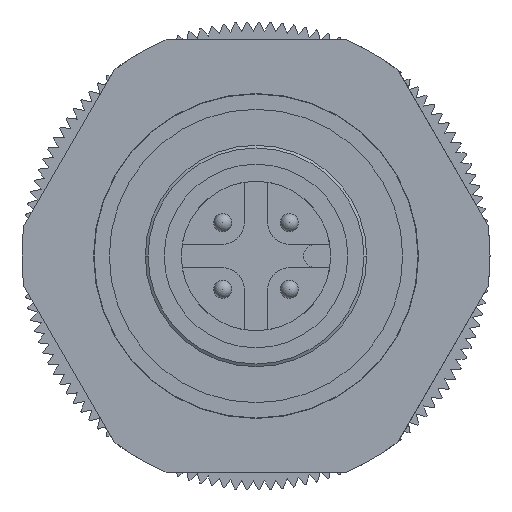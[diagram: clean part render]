
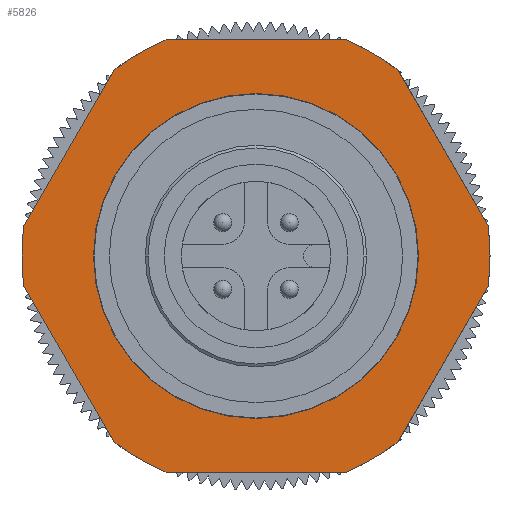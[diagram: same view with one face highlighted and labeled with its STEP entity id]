
A CAD part, left-side view. The second image highlights one B-rep face of the part: STEP entity #5826.
In plain terms, the highlighted face is planar.
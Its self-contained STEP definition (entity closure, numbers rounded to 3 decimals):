
#111 = CIRCLE ( 'NONE', #17566, 13. ) ;
#115 = DIRECTION ( 'NONE',  ( 0., 1., 0. ) ) ;
#299 = VERTEX_POINT ( 'NONE', #16348 ) ;
#500 = ORIENTED_EDGE ( 'NONE', *, *, #8689, .T. ) ;
#510 = CARTESIAN_POINT ( 'NONE',  ( 0., 0., 0. ) ) ;
#1097 = CARTESIAN_POINT ( 'NONE',  ( 0., 0., 0. ) ) ;
#1223 = DIRECTION ( 'NONE',  ( 1., 0., 0. ) ) ;
#1304 = EDGE_LOOP ( 'NONE', ( #10547, #8592, #14697, #9238, #3231, #1519, #8480, #500, #2554, #7655, #9989, #8714, #5087 ) ) ;
#1519 = ORIENTED_EDGE ( 'NONE', *, *, #1565, .T. ) ;
#1565 = EDGE_CURVE ( 'NONE', #8540, #12556, #13134, .T. ) ;
#1678 = AXIS2_PLACEMENT_3D ( 'NONE', #7039, #17470, #8546 ) ;
#1726 = AXIS2_PLACEMENT_3D ( 'NONE', #10213, #1223, #11705 ) ;
#1784 = DIRECTION ( 'NONE',  ( 1., 0., 0. ) ) ;
#1950 = AXIS2_PLACEMENT_3D ( 'NONE', #510, #12483, #3543 ) ;
#2554 = ORIENTED_EDGE ( 'NONE', *, *, #5009, .T. ) ;
#2601 = DIRECTION ( 'NONE',  ( 0., 1., 0. ) ) ;
#2705 = AXIS2_PLACEMENT_3D ( 'NONE', #18037, #9121, #115 ) ;
#2946 = EDGE_CURVE ( 'NONE', #15848, #9312, #16120, .T. ) ;
#3231 = ORIENTED_EDGE ( 'NONE', *, *, #16847, .T. ) ;
#3261 = CARTESIAN_POINT ( 'NONE',  ( 0., 13., 0. ) ) ;
#3504 = AXIS2_PLACEMENT_3D ( 'NONE', #8144, #18561, #9626 ) ;
#3543 = DIRECTION ( 'NONE',  ( 0., 1., 0. ) ) ;
#3637 = CARTESIAN_POINT ( 'NONE',  ( 0., 5., -12. ) ) ;
#3728 = DIRECTION ( 'NONE',  ( 0., -0.5, 0.866 ) ) ;
#3978 = DIRECTION ( 'NONE',  ( 0., 0.5, 0.866 ) ) ;
#4042 = CARTESIAN_POINT ( 'NONE',  ( 0., 6.928, -12. ) ) ;
#4077 = DIRECTION ( 'NONE',  ( 0., 1., 0. ) ) ;
#4328 = CARTESIAN_POINT ( 'NONE',  ( 0., 7.892, -10.33 ) ) ;
#4558 = EDGE_CURVE ( 'NONE', #9312, #9887, #12069, .T. ) ;
#4571 = AXIS2_PLACEMENT_3D ( 'NONE', #10749, #1784, #12235 ) ;
#4577 = CIRCLE ( 'NONE', #3504, 13. ) ;
#5009 = EDGE_CURVE ( 'NONE', #5829, #15590, #14129, .T. ) ;
#5055 = DIRECTION ( 'NONE',  ( 0., 0.5, -0.866 ) ) ;
#5087 = ORIENTED_EDGE ( 'NONE', *, *, #14288, .T. ) ;
#5138 = CARTESIAN_POINT ( 'NONE',  ( 0., -5., -12. ) ) ;
#5161 = CARTESIAN_POINT ( 'NONE',  ( 0., 0., 0. ) ) ;
#5190 = LINE ( 'NONE', #6566, #8713 ) ;
#5215 = VECTOR ( 'NONE', #3728, 1000. ) ;
#5398 = VERTEX_POINT ( 'NONE', #8624 ) ;
#5691 = EDGE_CURVE ( 'NONE', #18398, #14430, #8350, .T. ) ;
#5791 = CARTESIAN_POINT ( 'NONE',  ( 0., -5., 12. ) ) ;
#5826 = ADVANCED_FACE ( 'NONE', ( #14377, #6468 ), #16951, .T. ) ;
#5829 = VERTEX_POINT ( 'NONE', #15484 ) ;
#6143 = CARTESIAN_POINT ( 'NONE',  ( 0., 0., 9.025 ) ) ;
#6185 = CIRCLE ( 'NONE', #1726, 9.025 ) ;
#6243 = DIRECTION ( 'NONE',  ( 1., 0., 0. ) ) ;
#6468 = FACE_OUTER_BOUND ( 'NONE', #1304, .T. ) ;
#6566 = CARTESIAN_POINT ( 'NONE',  ( 0., -13.856, 0. ) ) ;
#6679 = DIRECTION ( 'NONE',  ( 0., 1., 0. ) ) ;
#6954 = LINE ( 'NONE', #16002, #10445 ) ;
#7039 = CARTESIAN_POINT ( 'NONE',  ( 0., 0., 0. ) ) ;
#7169 = DIRECTION ( 'NONE',  ( 1., 0., 0. ) ) ;
#7331 = EDGE_CURVE ( 'NONE', #8398, #15848, #12436, .T. ) ;
#7430 = AXIS2_PLACEMENT_3D ( 'NONE', #16088, #7169, #17601 ) ;
#7655 = ORIENTED_EDGE ( 'NONE', *, *, #10599, .T. ) ;
#8006 = EDGE_CURVE ( 'NONE', #12556, #17553, #18632, .T. ) ;
#8144 = CARTESIAN_POINT ( 'NONE',  ( 0., 0., 0. ) ) ;
#8185 = CARTESIAN_POINT ( 'NONE',  ( 0., 6.928, 12. ) ) ;
#8350 = CIRCLE ( 'NONE', #8361, 9.025 ) ;
#8361 = AXIS2_PLACEMENT_3D ( 'NONE', #15172, #6243, #16683 ) ;
#8398 = VERTEX_POINT ( 'NONE', #4328 ) ;
#8480 = ORIENTED_EDGE ( 'NONE', *, *, #8006, .T. ) ;
#8540 = VERTEX_POINT ( 'NONE', #18112 ) ;
#8546 = DIRECTION ( 'NONE',  ( 0., 1., 0. ) ) ;
#8592 = ORIENTED_EDGE ( 'NONE', *, *, #7331, .T. ) ;
#8624 = CARTESIAN_POINT ( 'NONE',  ( 0., -12.892, -1.67 ) ) ;
#8689 = EDGE_CURVE ( 'NONE', #17553, #5829, #4577, .T. ) ;
#8713 = VECTOR ( 'NONE', #5055, 1000. ) ;
#8714 = ORIENTED_EDGE ( 'NONE', *, *, #15432, .T. ) ;
#8835 = DIRECTION ( 'NONE',  ( 0., -0.5, -0.866 ) ) ;
#9121 = DIRECTION ( 'NONE',  ( 1., 0., 0. ) ) ;
#9238 = ORIENTED_EDGE ( 'NONE', *, *, #4558, .T. ) ;
#9312 = VERTEX_POINT ( 'NONE', #3261 ) ;
#9446 = CIRCLE ( 'NONE', #12980, 13. ) ;
#9585 = EDGE_CURVE ( 'NONE', #13626, #8398, #15509, .T. ) ;
#9626 = DIRECTION ( 'NONE',  ( 0., 1., 0. ) ) ;
#9727 = DIRECTION ( 'NONE',  ( 0., -1., 0. ) ) ;
#9887 = VERTEX_POINT ( 'NONE', #13862 ) ;
#9989 = ORIENTED_EDGE ( 'NONE', *, *, #11791, .T. ) ;
#10213 = CARTESIAN_POINT ( 'NONE',  ( 0., 0., 0. ) ) ;
#10445 = VECTOR ( 'NONE', #4077, 1000. ) ;
#10547 = ORIENTED_EDGE ( 'NONE', *, *, #9585, .T. ) ;
#10599 = EDGE_CURVE ( 'NONE', #15590, #5398, #9446, .T. ) ;
#10749 = CARTESIAN_POINT ( 'NONE',  ( 0., 0., 0. ) ) ;
#11169 = CARTESIAN_POINT ( 'NONE',  ( 0., 13.856, 0. ) ) ;
#11209 = VERTEX_POINT ( 'NONE', #5138 ) ;
#11228 = CARTESIAN_POINT ( 'NONE',  ( 0., 12.892, -1.67 ) ) ;
#11565 = DIRECTION ( 'NONE',  ( 1., 0., 0. ) ) ;
#11705 = DIRECTION ( 'NONE',  ( 0., 0., -1. ) ) ;
#11791 = EDGE_CURVE ( 'NONE', #5398, #299, #5190, .T. ) ;
#11959 = CARTESIAN_POINT ( 'NONE',  ( 0., -12.892, 1.67 ) ) ;
#12069 = CIRCLE ( 'NONE', #4571, 13. ) ;
#12235 = DIRECTION ( 'NONE',  ( 0., 1., 0. ) ) ;
#12436 = LINE ( 'NONE', #4042, #15935 ) ;
#12483 = DIRECTION ( 'NONE',  ( 1., 0., 0. ) ) ;
#12556 = VERTEX_POINT ( 'NONE', #14857 ) ;
#12980 = AXIS2_PLACEMENT_3D ( 'NONE', #5161, #15597, #6679 ) ;
#13134 = CIRCLE ( 'NONE', #1678, 13. ) ;
#13393 = CARTESIAN_POINT ( 'NONE',  ( 0., 0., -9.025 ) ) ;
#13626 = VERTEX_POINT ( 'NONE', #3637 ) ;
#13862 = CARTESIAN_POINT ( 'NONE',  ( 0., 12.892, 1.67 ) ) ;
#14129 = LINE ( 'NONE', #19274, #17652 ) ;
#14288 = EDGE_CURVE ( 'NONE', #11209, #13626, #6954, .T. ) ;
#14377 = FACE_BOUND ( 'NONE', #15381, .T. ) ;
#14430 = VERTEX_POINT ( 'NONE', #13393 ) ;
#14697 = ORIENTED_EDGE ( 'NONE', *, *, #2946, .T. ) ;
#14857 = CARTESIAN_POINT ( 'NONE',  ( 0., 5., 12. ) ) ;
#15172 = CARTESIAN_POINT ( 'NONE',  ( 0., 0., 0. ) ) ;
#15381 = EDGE_LOOP ( 'NONE', ( #18521, #17669 ) ) ;
#15432 = EDGE_CURVE ( 'NONE', #299, #11209, #111, .T. ) ;
#15484 = CARTESIAN_POINT ( 'NONE',  ( 0., -7.892, 10.33 ) ) ;
#15509 = CIRCLE ( 'NONE', #7430, 13. ) ;
#15590 = VERTEX_POINT ( 'NONE', #11959 ) ;
#15597 = DIRECTION ( 'NONE',  ( 1., 0., 0. ) ) ;
#15848 = VERTEX_POINT ( 'NONE', #11228 ) ;
#15935 = VECTOR ( 'NONE', #3978, 1000. ) ;
#16002 = CARTESIAN_POINT ( 'NONE',  ( 0., -6.928, -12. ) ) ;
#16088 = CARTESIAN_POINT ( 'NONE',  ( 0., 0., 0. ) ) ;
#16120 = CIRCLE ( 'NONE', #2705, 13. ) ;
#16348 = CARTESIAN_POINT ( 'NONE',  ( 0., -7.892, -10.33 ) ) ;
#16424 = EDGE_CURVE ( 'NONE', #14430, #18398, #6185, .T. ) ;
#16683 = DIRECTION ( 'NONE',  ( 0., 0., -1. ) ) ;
#16847 = EDGE_CURVE ( 'NONE', #9887, #8540, #17137, .T. ) ;
#16951 = PLANE ( 'NONE',  #1950 ) ;
#17137 = LINE ( 'NONE', #11169, #5215 ) ;
#17470 = DIRECTION ( 'NONE',  ( 1., 0., 0. ) ) ;
#17553 = VERTEX_POINT ( 'NONE', #5791 ) ;
#17566 = AXIS2_PLACEMENT_3D ( 'NONE', #1097, #11565, #2601 ) ;
#17601 = DIRECTION ( 'NONE',  ( 0., 1., 0. ) ) ;
#17652 = VECTOR ( 'NONE', #8835, 1000. ) ;
#17669 = ORIENTED_EDGE ( 'NONE', *, *, #5691, .F. ) ;
#18037 = CARTESIAN_POINT ( 'NONE',  ( 0., 0., 0. ) ) ;
#18112 = CARTESIAN_POINT ( 'NONE',  ( 0., 7.892, 10.33 ) ) ;
#18165 = VECTOR ( 'NONE', #9727, 1000. ) ;
#18398 = VERTEX_POINT ( 'NONE', #6143 ) ;
#18521 = ORIENTED_EDGE ( 'NONE', *, *, #16424, .F. ) ;
#18561 = DIRECTION ( 'NONE',  ( 1., 0., 0. ) ) ;
#18632 = LINE ( 'NONE', #8185, #18165 ) ;
#19274 = CARTESIAN_POINT ( 'NONE',  ( 0., -6.928, 12. ) ) ;
